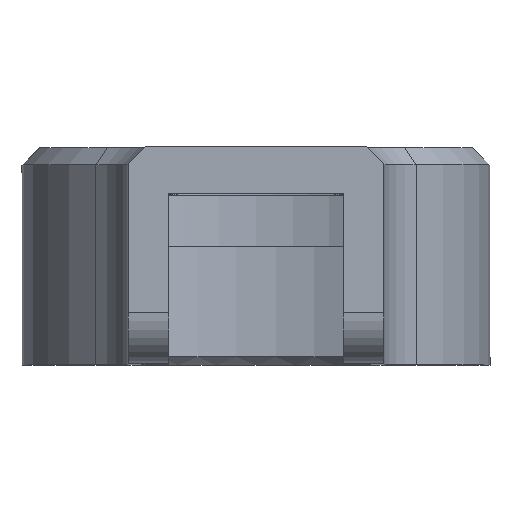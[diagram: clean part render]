
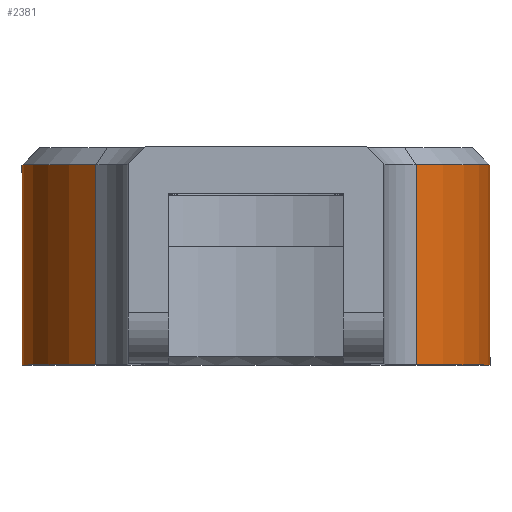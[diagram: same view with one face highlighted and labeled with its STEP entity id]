
A CAD part, top view. The second image highlights one B-rep face of the part: STEP entity #2381.
In plain terms, the highlighted cylindrical face has radius 27.5 mm (diameter 55 mm), a partial arc.
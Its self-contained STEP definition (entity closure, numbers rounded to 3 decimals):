
#105=CIRCLE('',#2582,27.5);
#112=CIRCLE('',#2594,27.5);
#190=CYLINDRICAL_SURFACE('',#2593,27.5);
#279=FACE_OUTER_BOUND('',#420,.T.);
#420=EDGE_LOOP('',(#1822,#1823,#1824,#1825));
#643=LINE('',#3845,#869);
#644=LINE('',#3849,#870);
#869=VECTOR('',#3084,10.);
#870=VECTOR('',#3089,10.);
#1099=VERTEX_POINT('',#3808);
#1101=VERTEX_POINT('',#3814);
#1112=VERTEX_POINT('',#3844);
#1113=VERTEX_POINT('',#3848);
#1374=EDGE_CURVE('',#1099,#1101,#105,.T.);
#1387=EDGE_CURVE('',#1101,#1112,#643,.T.);
#1389=EDGE_CURVE('',#1113,#1099,#644,.T.);
#1390=EDGE_CURVE('',#1112,#1113,#112,.T.);
#1822=ORIENTED_EDGE('',*,*,#1374,.F.);
#1823=ORIENTED_EDGE('',*,*,#1389,.F.);
#1824=ORIENTED_EDGE('',*,*,#1390,.F.);
#1825=ORIENTED_EDGE('',*,*,#1387,.F.);
#2381=ADVANCED_FACE('',(#279),#190,.T.);
#2582=AXIS2_PLACEMENT_3D('',#3818,#3057,#3058);
#2593=AXIS2_PLACEMENT_3D('',#3847,#3087,#3088);
#2594=AXIS2_PLACEMENT_3D('',#3850,#3090,#3091);
#3057=DIRECTION('center_axis',(0.,1.,0.));
#3058=DIRECTION('ref_axis',(1.,0.,0.));
#3084=DIRECTION('',(0.,-1.,0.));
#3087=DIRECTION('center_axis',(0.,1.,0.));
#3088=DIRECTION('ref_axis',(0.,0.,
-1.));
#3089=DIRECTION('',(0.,1.,0.));
#3090=DIRECTION('center_axis',(0.,-1.,0.));
#3091=DIRECTION('ref_axis',(1.,0.,0.));
#3808=CARTESIAN_POINT('',(18.797,13.5,-7.928));
#3814=CARTESIAN_POINT('',(-18.797,13.5,-7.928));
#3818=CARTESIAN_POINT('Origin',(0.,13.5,
-28.));
#3844=CARTESIAN_POINT('',(-18.797,-10.,-7.928));
#3845=CARTESIAN_POINT('',(-18.797,-35.5,-7.928));
#3847=CARTESIAN_POINT('Origin',(0.,-35.5,
-28.));
#3848=CARTESIAN_POINT('',(18.797,-10.,-7.928));
#3849=CARTESIAN_POINT('',(18.797,-35.5,-7.928));
#3850=CARTESIAN_POINT('Origin',(0.,-10.,
-28.));
